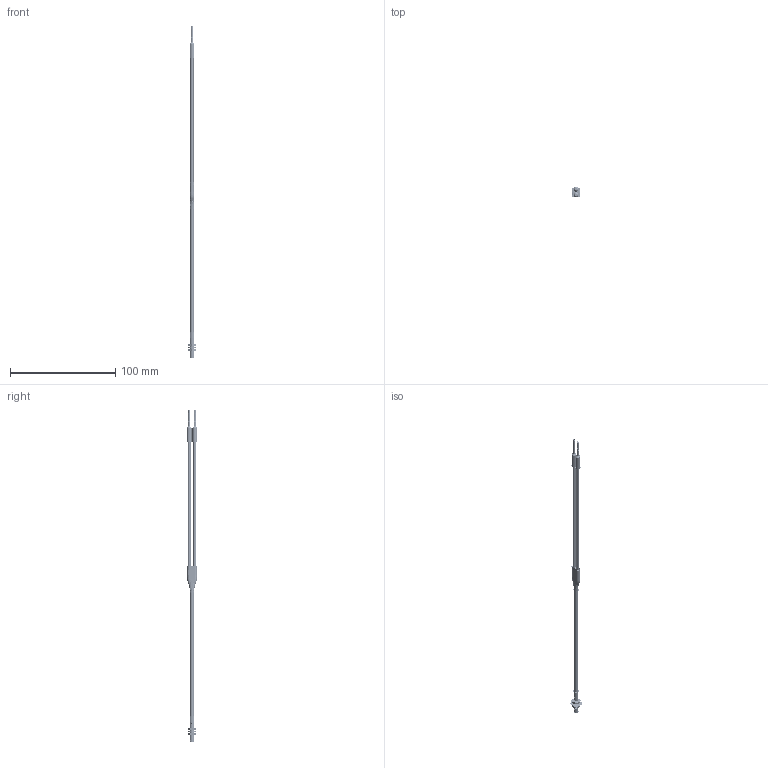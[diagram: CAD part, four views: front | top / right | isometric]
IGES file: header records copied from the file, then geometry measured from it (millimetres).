
Start section:  PTC IGES file: 161936.igs
Global section: file name: 161936.igs; native system: Creo Parametric by Parametric Technology Corporation; preprocessor: 2013230; author: pdmadmin; organization: Unknown; date: 20160201.145704; units: millimetre
Bounding box: 8.32 x 9.78 x 315.88 mm (x, y, z)
Volume: 1919 mm3; surface area: 79461.7 mm2
Topology: 24 solids, 26 shells, 2462 faces, 11912 edges, 15163 vertices
Faces by surface type: revolution 1880, bspline 582
